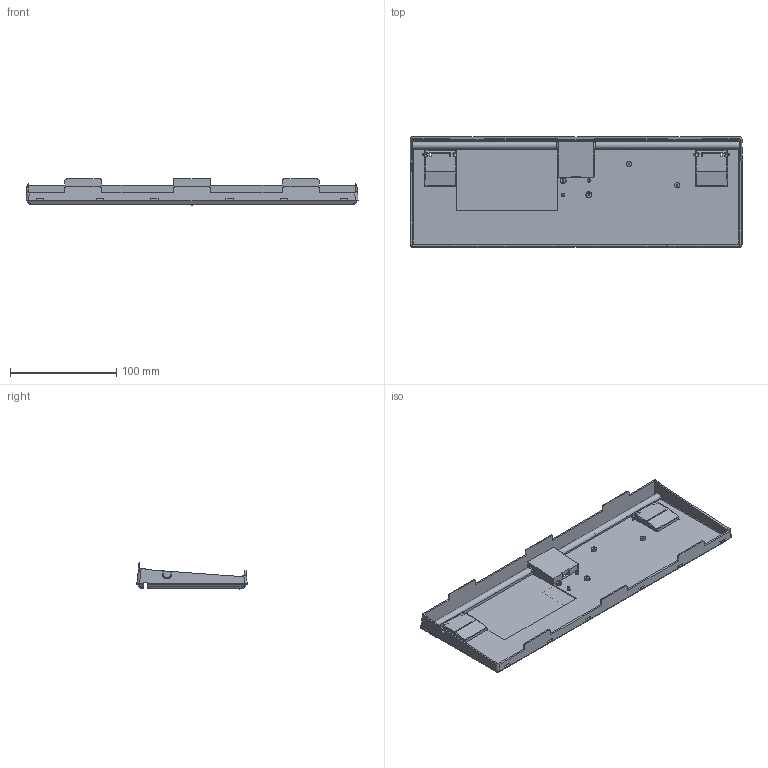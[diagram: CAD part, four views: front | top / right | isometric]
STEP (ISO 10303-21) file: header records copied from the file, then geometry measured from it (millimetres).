
FILE_DESCRIPTION (( 'STEP AP214' ), '1' );
FILE_NAME ('shell-down.STEP', '2021-01-16T17:57:36', ( '' ), ( '' ), 'SwSTEP 2.0', 'SolidWorks 2021', '' );
FILE_SCHEMA (( 'AUTOMOTIVE_DESIGN' ));
Length unit declared in the file: millimetre
Products named in the file (1): shell-down
Bounding box: 312.5 x 104 x 25.07 mm (x, y, z)
Volume: 83568 mm3; surface area: 97028.9 mm2
Topology: 1 solids, 5 shells, 514 faces, 1417 edges, 928 vertices
Faces by surface type: plane 374, cylinder 98, cone 20, bspline 16, sphere 6
Entity records: 16576 total; most frequent: CARTESIAN_POINT 3790, ORIENTED_EDGE 2834, DIRECTION 2418, EDGE_CURVE 1417, VECTOR 1090, LINE 1090, VERTEX_POINT 928, AXIS2_PLACEMENT_3D 664
